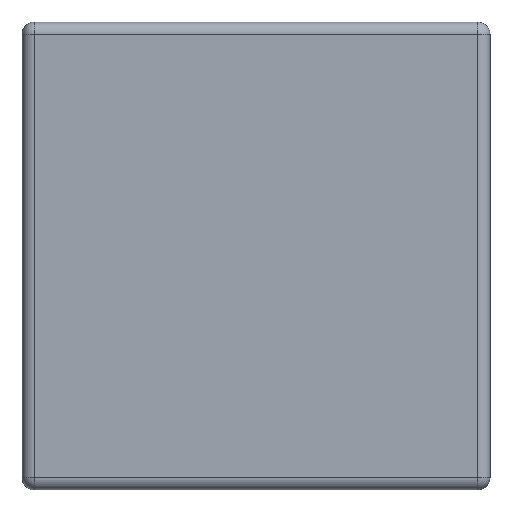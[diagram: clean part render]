
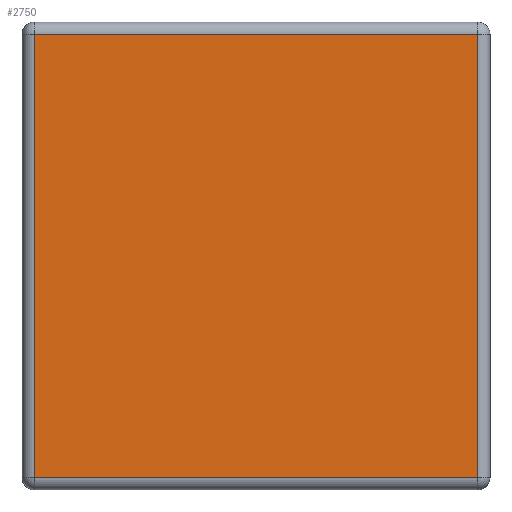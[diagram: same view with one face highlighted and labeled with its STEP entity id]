
A CAD part, front view. The second image highlights one B-rep face of the part: STEP entity #2750.
In plain terms, the highlighted planar face has unit normal (0, -1, 0).
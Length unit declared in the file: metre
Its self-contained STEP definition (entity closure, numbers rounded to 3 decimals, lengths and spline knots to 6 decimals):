
#147=LINE('',#4200,#444);
#148=LINE('',#4203,#445);
#149=LINE('',#4205,#446);
#150=LINE('',#4207,#447);
#444=VECTOR('',#3390,1.);
#445=VECTOR('',#3391,1.);
#446=VECTOR('',#3392,1.);
#447=VECTOR('',#3393,1.);
#677=PLANE('',#2985);
#927=ORIENTED_EDGE('',*,*,#1690,.T.);
#928=ORIENTED_EDGE('',*,*,#1691,.T.);
#929=ORIENTED_EDGE('',*,*,#1692,.T.);
#930=ORIENTED_EDGE('',*,*,#1693,.T.);
#1690=EDGE_CURVE('',#2070,#2071,#147,.T.);
#1691=EDGE_CURVE('',#2071,#2072,#148,.T.);
#1692=EDGE_CURVE('',#2072,#2073,#149,.F.);
#1693=EDGE_CURVE('',#2073,#2070,#150,.F.);
#2070=VERTEX_POINT('',#4201);
#2071=VERTEX_POINT('',#4202);
#2072=VERTEX_POINT('',#4204);
#2073=VERTEX_POINT('',#4206);
#2368=EDGE_LOOP('',(#927,#928,#929,#930));
#2542=FACE_BOUND('',#2368,.T.);
#2750=ADVANCED_FACE('',(#2542),#677,.T.);
#2985=AXIS2_PLACEMENT_3D('',#4199,#3388,#3389);
#3388=DIRECTION('',(0.,-1.,0.));
#3389=DIRECTION('',(1.,0.,0.));
#3390=DIRECTION('',(0.,0.,-1.));
#3391=DIRECTION('',(1.,0.,0.));
#3392=DIRECTION('',(0.,0.,-1.));
#3393=DIRECTION('',(1.,0.,0.));
#4199=CARTESIAN_POINT('',(0.00001,-0.010782,0.01875));
#4200=CARTESIAN_POINT('',(-0.01774,-0.010782,0.));
#4201=CARTESIAN_POINT('',(-0.01774,-0.010782,0.0365));
#4202=CARTESIAN_POINT('',(-0.01774,-0.010782,0.001));
#4203=CARTESIAN_POINT('',(0.01876,-0.010782,0.001));
#4204=CARTESIAN_POINT('',(0.01776,-0.010782,0.001));
#4205=CARTESIAN_POINT('',(0.01776,-0.010782,0.01875));
#4206=CARTESIAN_POINT('',(0.01776,-0.010782,0.0365));
#4207=CARTESIAN_POINT('',(0.00001,-0.010782,0.0365));
